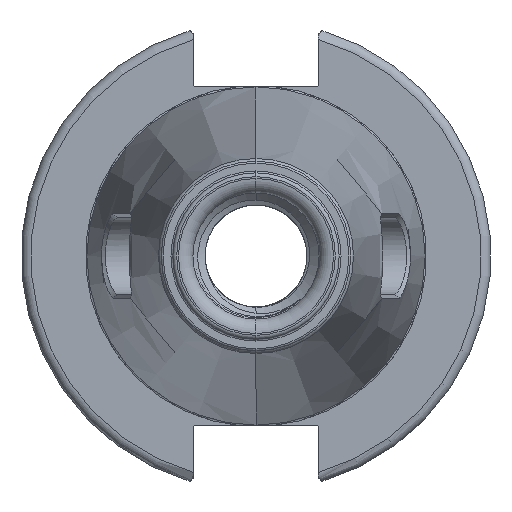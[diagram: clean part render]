
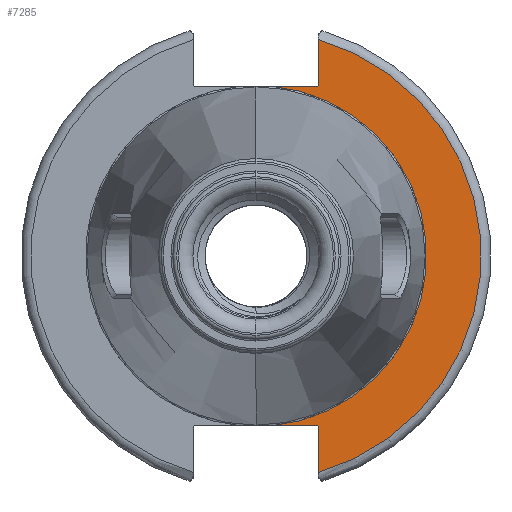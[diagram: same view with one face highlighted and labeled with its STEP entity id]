
A CAD part, left-side view. The second image highlights one B-rep face of the part: STEP entity #7285.
In plain terms, the highlighted planar face has unit normal (-1, 0, 0).
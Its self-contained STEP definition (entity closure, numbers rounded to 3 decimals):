
#391 = CARTESIAN_POINT ( 'NONE',  ( -6., -12.785, 35.2 ) ) ;
#400 = CARTESIAN_POINT ( 'NONE',  ( -6., -12.885, -44.835 ) ) ;
#405 = CARTESIAN_POINT ( 'NONE',  ( -6., -12.885, -35.3 ) ) ;
#408 = CARTESIAN_POINT ( 'NONE',  ( -6., -12.885, 35.3 ) ) ;
#413 = CARTESIAN_POINT ( 'NONE',  ( -6., -12.885, 44.835 ) ) ;
#700 = LINE ( 'NONE', #701, #2273 ) ;
#701 = CARTESIAN_POINT ( 'NONE',  ( -6., 35.327, -35.2 ) ) ;
#702 = DIRECTION ( 'NONE',  ( 0., -1., 0. ) ) ;
#712 = LINE ( 'NONE', #713, #2272 ) ;
#713 = CARTESIAN_POINT ( 'NONE',  ( -6., 35.327, 35.2 ) ) ;
#714 = DIRECTION ( 'NONE',  ( 0., 1., 0. ) ) ;
#851 = PLANE ( 'NONE',  #8220 ) ;
#858 = CARTESIAN_POINT ( 'NONE',  ( -6., 35.327, 0. ) ) ;
#859 = DIRECTION ( 'NONE',  ( 1., 0., 0. ) ) ;
#860 = DIRECTION ( 'NONE',  ( 0., 0., -1. ) ) ;
#1474 = AXIS2_PLACEMENT_3D ( 'NONE', #4421, #4422, #4423 ) ;
#2272 = VECTOR ( 'NONE', #714, 1000. ) ;
#2273 = VECTOR ( 'NONE', #702, 1000. ) ;
#2432 = EDGE_CURVE ( 'NONE', #4877, #4878, #4058, .T. ) ;
#4058 = CIRCLE ( 'NONE', #1474, 35.327 ) ;
#4118 = CIRCLE ( 'NONE', #7111, 0.1 ) ;
#4119 = CIRCLE ( 'NONE', #7084, 0.1 ) ;
#4127 = CIRCLE ( 'NONE', #8531, 46.65 ) ;
#4421 = CARTESIAN_POINT ( 'NONE',  ( -6., 0., 0. ) ) ;
#4422 = DIRECTION ( 'NONE',  ( -1., 0., 0. ) ) ;
#4423 = DIRECTION ( 'NONE',  ( 0., 0., 1. ) ) ;
#4877 = VERTEX_POINT ( 'NONE', #6748 ) ;
#4878 = VERTEX_POINT ( 'NONE', #6749 ) ;
#4901 = ORIENTED_EDGE ( 'NONE', *, *, #5783, .T. ) ;
#4912 = ORIENTED_EDGE ( 'NONE', *, *, #5905, .T. ) ;
#4916 = ORIENTED_EDGE ( 'NONE', *, *, #5929, .T. ) ;
#4918 = ORIENTED_EDGE ( 'NONE', *, *, #5928, .T. ) ;
#4920 = ORIENTED_EDGE ( 'NONE', *, *, #5818, .T. ) ;
#4928 = ORIENTED_EDGE ( 'NONE', *, *, #5942, .T. ) ;
#4931 = ORIENTED_EDGE ( 'NONE', *, *, #2432, .F. ) ;
#4934 = ORIENTED_EDGE ( 'NONE', *, *, #5939, .T. ) ;
#5783 = EDGE_CURVE ( 'NONE', #8483, #8456, #4119, .T. ) ;
#5818 = EDGE_CURVE ( 'NONE', #8459, #8442, #4118, .T. ) ;
#5905 = EDGE_CURVE ( 'NONE', #8451, #8464, #4127, .T. ) ;
#5928 = EDGE_CURVE ( 'NONE', #8464, #8459, #6294, .T. ) ;
#5929 = EDGE_CURVE ( 'NONE', #8456, #8451, #6297, .T. ) ;
#5939 = EDGE_CURVE ( 'NONE', #4877, #8483, #700, .T. ) ;
#5942 = EDGE_CURVE ( 'NONE', #8442, #4878, #712, .T. ) ;
#5951 = CARTESIAN_POINT ( 'NONE',  ( -6., -12.785, -35.2 ) ) ;
#6268 = CARTESIAN_POINT ( 'NONE',  ( -6., 0., 0. ) ) ;
#6269 = DIRECTION ( 'NONE',  ( -1., 0., 0. ) ) ;
#6270 = DIRECTION ( 'NONE',  ( 0., 0., -1. ) ) ;
#6294 = LINE ( 'NONE', #6295, #8524 ) ;
#6295 = CARTESIAN_POINT ( 'NONE',  ( -6., -12.885, 0. ) ) ;
#6296 = DIRECTION ( 'NONE',  ( 0., 0., -1. ) ) ;
#6297 = LINE ( 'NONE', #6298, #8522 ) ;
#6298 = CARTESIAN_POINT ( 'NONE',  ( -6., -12.885, 0. ) ) ;
#6299 = DIRECTION ( 'NONE',  ( 0., 0., -1. ) ) ;
#6368 = CARTESIAN_POINT ( 'NONE',  ( -6., -12.785, -35.3 ) ) ;
#6369 = DIRECTION ( 'NONE',  ( 1., 0., 0. ) ) ;
#6370 = DIRECTION ( 'NONE',  ( 0., 0., -1. ) ) ;
#6409 = CARTESIAN_POINT ( 'NONE',  ( -6., -12.785, 35.3 ) ) ;
#6410 = DIRECTION ( 'NONE',  ( 1., 0., 0. ) ) ;
#6411 = DIRECTION ( 'NONE',  ( 0., 0., -1. ) ) ;
#6748 = CARTESIAN_POINT ( 'NONE',  ( -6., -2.994, -35.2 ) ) ;
#6749 = CARTESIAN_POINT ( 'NONE',  ( -6., -2.994, 35.2 ) ) ;
#7084 = AXIS2_PLACEMENT_3D ( 'NONE', #6368, #6369, #6370 ) ;
#7111 = AXIS2_PLACEMENT_3D ( 'NONE', #6409, #6410, #6411 ) ;
#7285 = ADVANCED_FACE ( 'NONE', ( #8215 ), #851, .F. ) ;
#8215 = FACE_OUTER_BOUND ( 'NONE', #8562, .T. ) ;
#8220 = AXIS2_PLACEMENT_3D ( 'NONE', #858, #859, #860 ) ;
#8442 = VERTEX_POINT ( 'NONE', #391 ) ;
#8451 = VERTEX_POINT ( 'NONE', #400 ) ;
#8456 = VERTEX_POINT ( 'NONE', #405 ) ;
#8459 = VERTEX_POINT ( 'NONE', #408 ) ;
#8464 = VERTEX_POINT ( 'NONE', #413 ) ;
#8483 = VERTEX_POINT ( 'NONE', #5951 ) ;
#8522 = VECTOR ( 'NONE', #6299, 1000. ) ;
#8524 = VECTOR ( 'NONE', #6296, 1000. ) ;
#8531 = AXIS2_PLACEMENT_3D ( 'NONE', #6268, #6269, #6270 ) ;
#8562 = EDGE_LOOP ( 'NONE', ( #4901, #4916, #4912, #4918, #4920, #4928, #4931, #4934 ) ) ;
